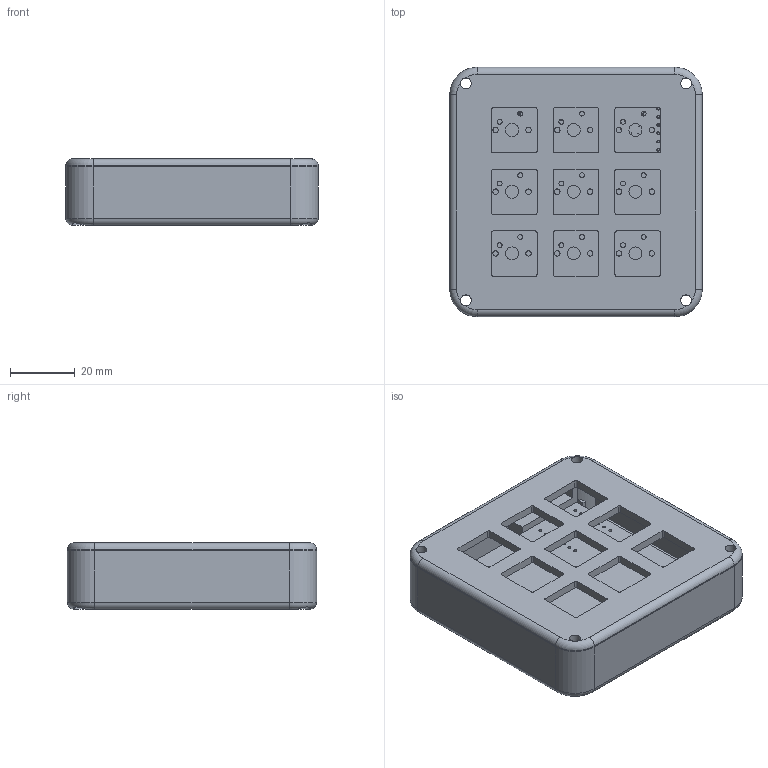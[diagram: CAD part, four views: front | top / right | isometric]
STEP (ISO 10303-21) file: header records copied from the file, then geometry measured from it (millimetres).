
FILE_DESCRIPTION(/* description */ ('STEP AP242 Edition 2','CAx-IF Rec.Pracs.---Representation and Presentation of Product Manufacturing Information (PMI)---4.0---2014-10-13','CAx-IF Rec.Pracs.---3D Tessellated Geometry---0.4---2014-09-14','2;1','CAx-IF Rec.Pracs.---User Defined Attributes---1.5---2016-08-15'),/* implementation_level */ '2;1');
FILE_NAME(/* name */ '69371932864bb96f09edf20d',/* time_stamp */ '2025-12-08T18:30:12Z',/* author */ (''),/* organization */ (''),/* preprocessor_version */ 'ST-DEVELOPER v20',/* originating_system */ 'ONSHAPE BY PTC INC, 1.207',/* authorisation */ ' ');
FILE_SCHEMA (('AP242_MANAGED_MODEL_BASED_3D_ENGINEERING_MIM_LF { 1 0 10303 442 3 1 4 }'));
Length unit declared in the file: metre
Products named in the file (47): Assembly; Left; USB-C bits; Seeed Studio XIAO RP2040; Right; LED; Programmer port or something; Tiny stuff; Part 1; Power probably; Macropad_PCB
Assembly tree (46 placements, depth 2):
  Assembly
    Left
    Left
    USB-C bits
    Seeed Studio XIAO RP2040
    Seeed Studio XIAO RP2040
    Right
    Right
    Left
    USB-C bits
    Right
    LED
    USB-C bits
    Programmer port or something
    LED
    Right
    Programmer port or something
    Programmer port or something
    Tiny stuff
    Tiny stuff
    Right
    Part 1
    USB-C bits
    Tiny stuff
    Part 1
    Power probably
    Left
    Left
    Tiny stuff
    LED
    Tiny stuff
    Seeed Studio XIAO RP2040
    Left
    Programmer port or something
    Tiny stuff
    Tiny stuff
    Seeed Studio XIAO RP2040
    Right
    Power probably
    Seeed Studio XIAO RP2040
    Left
    LED
    Tiny stuff
    Macropad_PCB
    Tiny stuff
    Tiny stuff
    Right
Bounding box: 78 x 77 x 20.5 mm (x, y, z)
Volume: 50637.2 mm3; surface area: 41849.2 mm2
Topology: 46 solids, 46 shells, 1475 faces, 3973 edges, 2635 vertices
Faces by surface type: plane 827, cylinder 446, bspline 194, torus 8
Full cylindrical faces by diameter (mm): 0.203 x98, 0.529 x2, 0.572 x8, 0.6 x2, 0.75 x13, 0.889 x14, 1 x3, 1.1 x2, 1.5 x18, 1.7 x18, 1.81 x2, 3.4 x8, 4 x9, 6 x8
Entity records: 49675 total; most frequent: CARTESIAN_POINT 10178, ORIENTED_EDGE 7506, DIRECTION 6943, EDGE_CURVE 3753, VERTEX_POINT 2620, LINE 2445, VECTOR 2445, AXIS2_PLACEMENT_3D 2249
